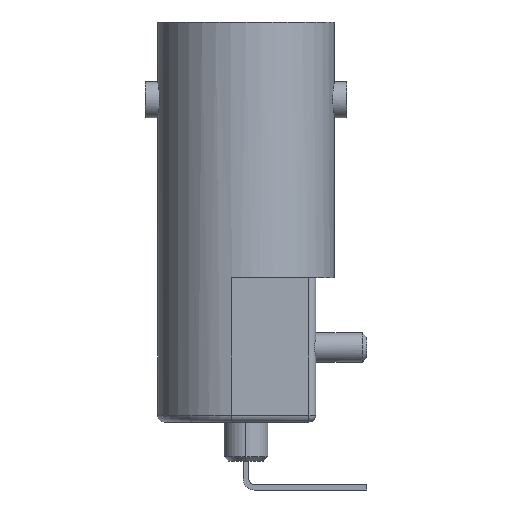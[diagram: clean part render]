
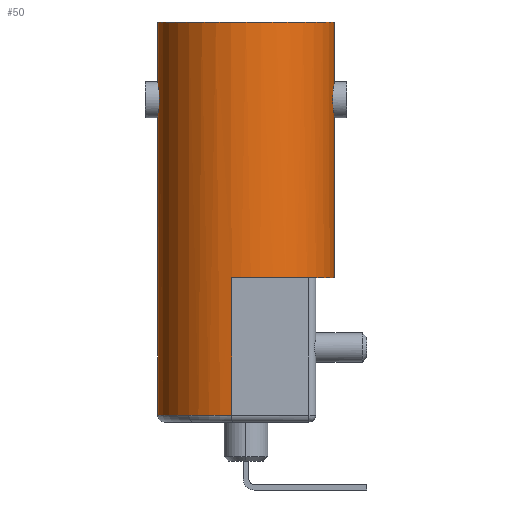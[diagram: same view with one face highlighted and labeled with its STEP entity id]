
A CAD part, left-side view. The second image highlights one B-rep face of the part: STEP entity #50.
In plain terms, the highlighted cylindrical face has radius 4.826 mm (diameter 9.652 mm), a partial arc.
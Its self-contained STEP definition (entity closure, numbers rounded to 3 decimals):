
#50=ADVANCED_FACE('',(#120),#121,.T.);
#120=FACE_OUTER_BOUND('',#255,.T.);
#121=CYLINDRICAL_SURFACE('',#256,4.826);
#255=EDGE_LOOP('',(#411,#412,#413,#414,#415,#416,#417,#418,#419,#420,#421,#422,#423,#424));
#256=AXIS2_PLACEMENT_3D('',#425,#426,#427);
#411=ORIENTED_EDGE('',*,*,#887,.T.);
#412=ORIENTED_EDGE('',*,*,#883,.T.);
#413=ORIENTED_EDGE('',*,*,#890,.T.);
#414=ORIENTED_EDGE('',*,*,#891,.T.);
#415=ORIENTED_EDGE('',*,*,#892,.T.);
#416=ORIENTED_EDGE('',*,*,#893,.T.);
#417=ORIENTED_EDGE('',*,*,#894,.T.);
#418=ORIENTED_EDGE('',*,*,#895,.F.);
#419=ORIENTED_EDGE('',*,*,#896,.F.);
#420=ORIENTED_EDGE('',*,*,#897,.F.);
#421=ORIENTED_EDGE('',*,*,#898,.F.);
#422=ORIENTED_EDGE('',*,*,#899,.T.);
#423=ORIENTED_EDGE('',*,*,#900,.F.);
#424=ORIENTED_EDGE('',*,*,#901,.T.);
#425=CARTESIAN_POINT('',(0.0,0.0,-14.669));
#426=DIRECTION('',(0.0,-0.0,-1.0));
#427=DIRECTION('',(0.0,-1.0,0.0));
#883=EDGE_CURVE('',#1040,#1037,#1041,.T.);
#887=EDGE_CURVE('',#1047,#1040,#1048,.T.);
#890=EDGE_CURVE('',#1037,#1052,#1053,.T.);
#891=EDGE_CURVE('',#1052,#1054,#1055,.T.);
#892=EDGE_CURVE('',#1054,#1056,#1057,.T.);
#893=EDGE_CURVE('',#1056,#1058,#1059,.T.);
#894=EDGE_CURVE('',#1058,#1060,#1061,.T.);
#895=EDGE_CURVE('',#1062,#1060,#1063,.T.);
#896=EDGE_CURVE('',#1064,#1062,#1065,.T.);
#897=EDGE_CURVE('',#1066,#1064,#1067,.T.);
#898=EDGE_CURVE('',#1068,#1066,#1069,.T.);
#899=EDGE_CURVE('',#1068,#1070,#1071,.T.);
#900=EDGE_CURVE('',#1072,#1070,#1073,.T.);
#901=EDGE_CURVE('',#1072,#1047,#1074,.T.);
#1037=VERTEX_POINT('',#1280);
#1040=VERTEX_POINT('',#1283);
#1041=CIRCLE('',#1284,4.826);
#1047=VERTEX_POINT('',#1297);
#1048=LINE('',#1298,#1299);
#1052=VERTEX_POINT('',#1304);
#1053=CIRCLE('',#1305,4.826);
#1054=VERTEX_POINT('',#1306);
#1055=LINE('',#1307,#1308);
#1056=VERTEX_POINT('',#1309);
#1057=CIRCLE('',#1310,4.826);
#1058=VERTEX_POINT('',#1311);
#1059=CIRCLE('',#1312,4.826);
#1060=VERTEX_POINT('',#1313);
#1061=CIRCLE('',#1314,4.826);
#1062=VERTEX_POINT('',#1315);
#1063=LINE('',#1316,#1317);
#1064=VERTEX_POINT('',#1318);
#1065=B_SPLINE_CURVE_WITH_KNOTS('',3,(#1319,#1320,#1321,#1322,#1323,#1324,#1325,#1326,#1327,#1328,#1329,#1330,#1331,#1332,#1333,#1334,#1335,#1336),.UNSPECIFIED.,.F.,.F.,(4,1,1,1,1,1,1,1,1,1,1,1,1,1,1,4),(0.0,0.067,0.133,0.2,0.267,0.333,0.4,0.467,0.533,0.6,0.667,0.733,0.8,0.867,0.933,1.0),.UNSPECIFIED.);
#1066=VERTEX_POINT('',#1337);
#1067=LINE('',#1338,#1339);
#1068=VERTEX_POINT('',#1340);
#1069=CIRCLE('',#1341,4.826);
#1070=VERTEX_POINT('',#1342);
#1071=LINE('',#1343,#1344);
#1072=VERTEX_POINT('',#1345);
#1073=B_SPLINE_CURVE_WITH_KNOTS('',3,(#1346,#1347,#1348,#1349,#1350,#1351,#1352,#1353,#1354,#1355,#1356,#1357,#1358,#1359,#1360,#1361,#1362,#1363),.UNSPECIFIED.,.F.,.F.,(4,1,1,1,1,1,1,1,1,1,1,1,1,1,1,4),(0.0,0.067,0.133,0.2,0.267,0.333,0.4,0.467,0.533,0.6,0.667,0.733,0.8,0.867,0.933,1.0),.UNSPECIFIED.);
#1074=LINE('',#1364,#1365);
#1280=CARTESIAN_POINT('',(-3.681,3.121,-21.463));
#1283=CARTESIAN_POINT('',(0.,4.826,-21.463));
#1284=AXIS2_PLACEMENT_3D('',#1694,#1695,#1696);
#1297=CARTESIAN_POINT('',(0.0,4.826,-13.97));
#1298=CARTESIAN_POINT('',(0.,4.826,-14.669));
#1299=VECTOR('',#1703,1.0);
#1304=CARTESIAN_POINT('',(-4.763,0.78,-21.463));
#1305=AXIS2_PLACEMENT_3D('',#1708,#1709,#1710);
#1306=CARTESIAN_POINT('',(-4.763,0.78,-13.97));
#1307=CARTESIAN_POINT('',(-4.763,0.78,-21.463));
#1308=VECTOR('',#1711,7.493);
#1309=CARTESIAN_POINT('',(-4.763,-0.78,-13.97));
#1310=AXIS2_PLACEMENT_3D('',#1712,#1713,#1714);
#1311=CARTESIAN_POINT('',(-2.962,-3.81,-13.97));
#1312=AXIS2_PLACEMENT_3D('',#1715,#1716,#1717);
#1313=CARTESIAN_POINT('',(0.0,-4.826,-13.97));
#1314=AXIS2_PLACEMENT_3D('',#1718,#1719,#1720);
#1315=CARTESIAN_POINT('',(0.0,-4.826,-5.232));
#1316=CARTESIAN_POINT('',(0.0,-4.826,-5.232));
#1317=VECTOR('',#1721,8.738);
#1318=CARTESIAN_POINT('',(0.0,-4.826,-3.251));
#1319=CARTESIAN_POINT('',(0.0,-4.826,-3.251));
#1320=CARTESIAN_POINT('',(-0.069,-4.826,-3.251));
#1321=CARTESIAN_POINT('',(-0.205,-4.823,-3.265));
#1322=CARTESIAN_POINT('',(-0.403,-4.81,-3.329));
#1323=CARTESIAN_POINT('',(-0.582,-4.792,-3.432));
#1324=CARTESIAN_POINT('',(-0.736,-4.77,-3.568));
#1325=CARTESIAN_POINT('',(-0.859,-4.749,-3.735));
#1326=CARTESIAN_POINT('',(-0.946,-4.733,-3.923));
#1327=CARTESIAN_POINT('',(-0.992,-4.723,-4.13));
#1328=CARTESIAN_POINT('',(-0.993,-4.723,-4.339));
#1329=CARTESIAN_POINT('',(-0.95,-4.732,-4.546));
#1330=CARTESIAN_POINT('',(-0.866,-4.748,-4.737));
#1331=CARTESIAN_POINT('',(-0.743,-4.769,-4.908));
#1332=CARTESIAN_POINT('',(-0.589,-4.791,-5.047));
#1333=CARTESIAN_POINT('',(-0.408,-4.81,-5.153));
#1334=CARTESIAN_POINT('',(-0.208,-4.823,-5.218));
#1335=CARTESIAN_POINT('',(-0.07,-4.826,-5.232));
#1336=CARTESIAN_POINT('',(0.0,-4.826,-5.232));
#1337=CARTESIAN_POINT('',(0.0,-4.826,0.0));
#1338=CARTESIAN_POINT('',(0.0,-4.826,0.0));
#1339=VECTOR('',#1722,3.251);
#1340=CARTESIAN_POINT('',(0.0,4.826,0.0));
#1341=AXIS2_PLACEMENT_3D('',#1723,#1724,#1725);
#1342=CARTESIAN_POINT('',(0.0,4.826,-3.251));
#1343=CARTESIAN_POINT('',(0.0,4.826,0.0));
#1344=VECTOR('',#1726,3.251);
#1345=CARTESIAN_POINT('',(0.0,4.826,-5.232));
#1346=CARTESIAN_POINT('',(0.0,4.826,-5.232));
#1347=CARTESIAN_POINT('',(-0.07,4.826,-5.232));
#1348=CARTESIAN_POINT('',(-0.207,4.823,-5.218));
#1349=CARTESIAN_POINT('',(-0.406,4.81,-5.153));
#1350=CARTESIAN_POINT('',(-0.587,4.791,-5.049));
#1351=CARTESIAN_POINT('',(-0.741,4.77,-4.91));
#1352=CARTESIAN_POINT('',(-0.864,4.748,-4.741));
#1353=CARTESIAN_POINT('',(-0.949,4.732,-4.552));
#1354=CARTESIAN_POINT('',(-0.993,4.723,-4.346));
#1355=CARTESIAN_POINT('',(-0.992,4.723,-4.138));
#1356=CARTESIAN_POINT('',(-0.948,4.732,-3.931));
#1357=CARTESIAN_POINT('',(-0.864,4.748,-3.742));
#1358=CARTESIAN_POINT('',(-0.74,4.77,-3.573));
#1359=CARTESIAN_POINT('',(-0.586,4.791,-3.434));
#1360=CARTESIAN_POINT('',(-0.406,4.81,-3.33));
#1361=CARTESIAN_POINT('',(-0.207,4.823,-3.266));
#1362=CARTESIAN_POINT('',(-0.07,4.826,-3.251));
#1363=CARTESIAN_POINT('',(0.0,4.826,-3.251));
#1364=CARTESIAN_POINT('',(0.0,4.826,-5.232));
#1365=VECTOR('',#1727,8.738);
#1694=CARTESIAN_POINT('',(0.0,0.0,-21.463));
#1695=DIRECTION('',(0.0,-0.0,1.0));
#1696=DIRECTION('',(0.987,0.162,0.0));
#1703=DIRECTION('',(0.0,-0.0,-1.0));
#1708=CARTESIAN_POINT('',(0.0,0.0,-21.463));
#1709=DIRECTION('',(0.0,-0.0,1.0));
#1710=DIRECTION('',(0.987,0.162,0.0));
#1711=DIRECTION('',(0.0,0.0,1.0));
#1712=CARTESIAN_POINT('',(0.0,0.0,-13.97));
#1713=DIRECTION('',(0.0,0.0,1.0));
#1714=DIRECTION('',(-0.987,0.162,0.0));
#1715=CARTESIAN_POINT('',(0.0,0.0,-13.97));
#1716=DIRECTION('',(0.0,0.0,1.0));
#1717=DIRECTION('',(-0.987,-0.162,0.0));
#1718=CARTESIAN_POINT('',(0.0,0.0,-13.97));
#1719=DIRECTION('',(0.0,0.0,1.0));
#1720=DIRECTION('',(-0.614,-0.789,0.0));
#1721=DIRECTION('',(0.0,0.0,-1.0));
#1722=DIRECTION('',(0.0,0.0,-1.0));
#1723=CARTESIAN_POINT('',(0.0,0.0,0.0));
#1724=DIRECTION('',(0.0,-0.0,1.0));
#1725=DIRECTION('',(0.0,1.0,0.0));
#1726=DIRECTION('',(0.0,0.0,-1.0));
#1727=DIRECTION('',(0.0,0.0,-1.0));
